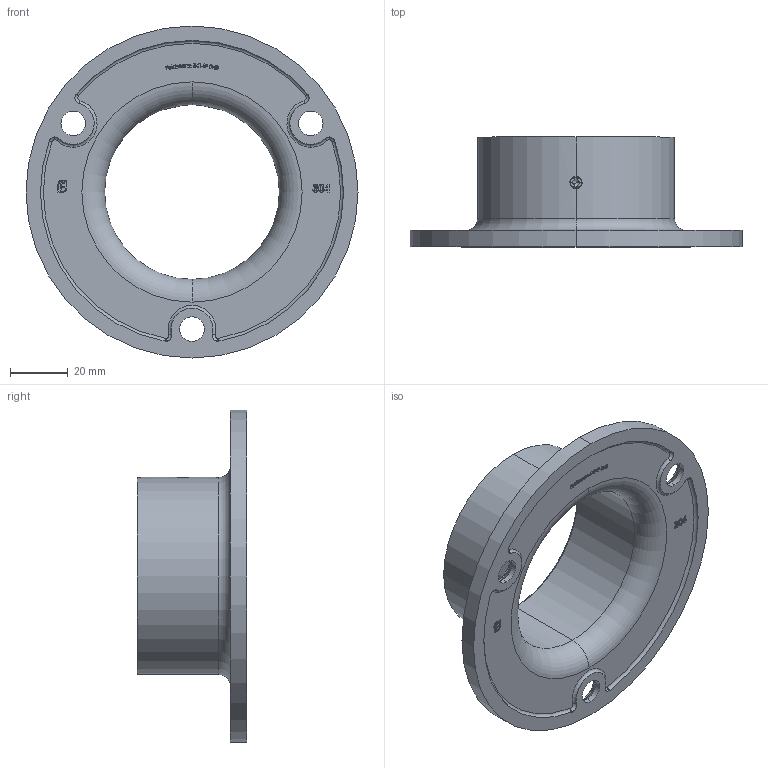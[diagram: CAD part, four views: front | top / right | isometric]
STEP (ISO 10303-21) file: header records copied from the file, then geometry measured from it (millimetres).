
FILE_DESCRIPTION (( 'STEP AP203' ), '1' );
FILE_NAME ('54149-240.step', '2021-04-30T09:56:42', ( '' ), ( '' ), 'SwSTEP 2.0', 'SolidWorks 2018', '' );
FILE_SCHEMA (( 'CONFIG_CONTROL_DESIGN' ));
Length unit declared in the file: millimetre
Products named in the file (6): DIN913_DIN 913 M5x4; 54149-240; 541XX-240 Teil1; DIN913; 541XX-240 Teil1_54149-240 Teil1
Assembly tree (3 placements, depth 2):
  54149-240
    541XX-240 Teil1_54149-240 Teil1
    DIN913_DIN 913 M5x4
  541XX-240 Teil1
  54149-240
    DIN913
Bounding box: 115 x 38 x 115 mm (x, y, z)
Volume: 59343.2 mm3; surface area: 30362 mm2
Topology: 2 solids, 2 shells, 387 faces, 1029 edges, 677 vertices
Faces by surface type: plane 206, bspline 123, cylinder 22, torus 22, cone 14
Entity records: 19762 total; most frequent: CARTESIAN_POINT 10317, ORIENTED_EDGE 2052, DIRECTION 1434, EDGE_CURVE 1026, VERTEX_POINT 675, LINE 656, VECTOR 656, EDGE_LOOP 429
